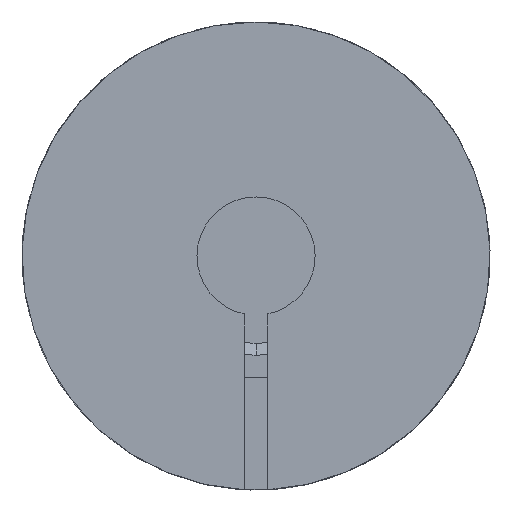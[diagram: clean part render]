
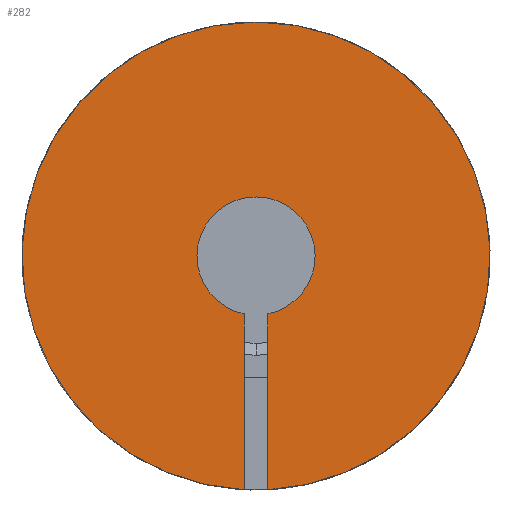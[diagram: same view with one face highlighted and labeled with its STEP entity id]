
A CAD part, front view. The second image highlights one B-rep face of the part: STEP entity #282.
In plain terms, the highlighted planar face has unit normal (0, -1, 0).
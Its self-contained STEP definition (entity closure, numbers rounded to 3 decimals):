
#67 = LINE ( 'NONE', #793, #1700 ) ;
#145 = VERTEX_POINT ( 'NONE', #1188 ) ;
#206 = EDGE_CURVE ( 'NONE', #1748, #1100, #1666, .T. ) ;
#262 = ORIENTED_EDGE ( 'NONE', *, *, #953, .T. ) ;
#282 = ADVANCED_FACE ( 'NONE', ( #1039 ), #1330, .F. ) ;
#464 = DIRECTION ( 'NONE',  ( 0., 0., -1. ) ) ;
#537 = CARTESIAN_POINT ( 'NONE',  ( 0., -4., 0. ) ) ;
#554 = EDGE_LOOP ( 'NONE', ( #1854, #262, #951, #1379 ) ) ;
#568 = DIRECTION ( 'NONE',  ( 0., 0., 1. ) ) ;
#761 = CARTESIAN_POINT ( 'NONE',  ( -0.5, -4., -2.449 ) ) ;
#782 = AXIS2_PLACEMENT_3D ( 'NONE', #921, #1808, #1222 ) ;
#793 = CARTESIAN_POINT ( 'NONE',  ( 0.5, -4., 0. ) ) ;
#809 = DIRECTION ( 'NONE',  ( 0., 0., -1. ) ) ;
#921 = CARTESIAN_POINT ( 'NONE',  ( 0., -4., 0. ) ) ;
#951 = ORIENTED_EDGE ( 'NONE', *, *, #1002, .F. ) ;
#953 = EDGE_CURVE ( 'NONE', #1839, #145, #67, .T. ) ;
#1002 = EDGE_CURVE ( 'NONE', #1100, #145, #1231, .T. ) ;
#1039 = FACE_OUTER_BOUND ( 'NONE', #554, .T. ) ;
#1100 = VERTEX_POINT ( 'NONE', #1484 ) ;
#1168 = DIRECTION ( 'NONE',  ( 0., 1., 0. ) ) ;
#1182 = CARTESIAN_POINT ( 'NONE',  ( 0., -4., 0. ) ) ;
#1188 = CARTESIAN_POINT ( 'NONE',  ( 0.5, -4., -9.887 ) ) ;
#1222 = DIRECTION ( 'NONE',  ( 0., 0., 1. ) ) ;
#1231 = CIRCLE ( 'NONE', #782, 9.9 ) ;
#1250 = DIRECTION ( 'NONE',  ( 0., 1., 0. ) ) ;
#1308 = DIRECTION ( 'NONE',  ( 0., 0., 1. ) ) ;
#1315 = AXIS2_PLACEMENT_3D ( 'NONE', #1182, #1168, #1308 ) ;
#1330 = PLANE ( 'NONE',  #1315 ) ;
#1373 = CARTESIAN_POINT ( 'NONE',  ( -0.5, -4., 0. ) ) ;
#1379 = ORIENTED_EDGE ( 'NONE', *, *, #206, .F. ) ;
#1393 = AXIS2_PLACEMENT_3D ( 'NONE', #537, #1250, #568 ) ;
#1460 = CIRCLE ( 'NONE', #1393, 2.5 ) ;
#1484 = CARTESIAN_POINT ( 'NONE',  ( -0.5, -4., -9.887 ) ) ;
#1620 = EDGE_CURVE ( 'NONE', #1748, #1839, #1460, .T. ) ;
#1642 = CARTESIAN_POINT ( 'NONE',  ( 0.5, -4., -2.449 ) ) ;
#1666 = LINE ( 'NONE', #1373, #1866 ) ;
#1700 = VECTOR ( 'NONE', #464, 1000. ) ;
#1748 = VERTEX_POINT ( 'NONE', #761 ) ;
#1808 = DIRECTION ( 'NONE',  ( 0., 1., 0. ) ) ;
#1839 = VERTEX_POINT ( 'NONE', #1642 ) ;
#1854 = ORIENTED_EDGE ( 'NONE', *, *, #1620, .T. ) ;
#1866 = VECTOR ( 'NONE', #809, 1000. ) ;
